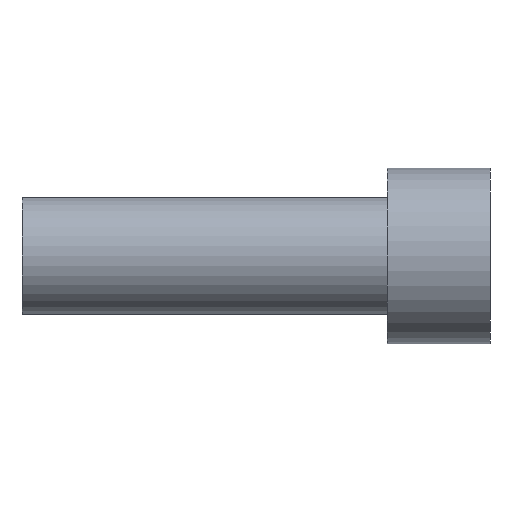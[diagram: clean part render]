
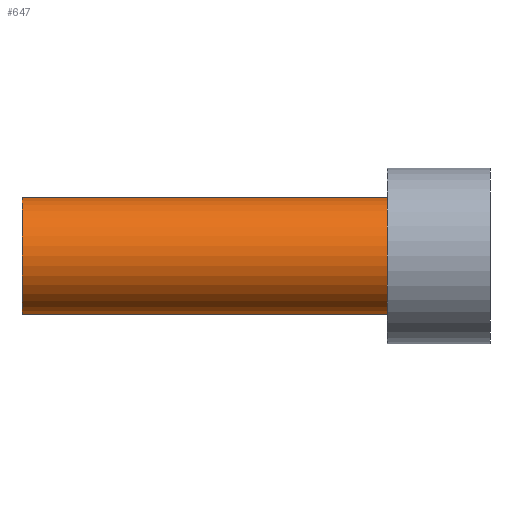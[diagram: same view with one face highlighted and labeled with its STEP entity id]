
A CAD part, left-side view. The second image highlights one B-rep face of the part: STEP entity #647.
In plain terms, the highlighted cylindrical face has radius 3.175 mm (diameter 6.35 mm), a partial arc.
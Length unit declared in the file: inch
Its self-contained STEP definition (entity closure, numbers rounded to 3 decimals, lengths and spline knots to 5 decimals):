
#10 = ORIENTED_EDGE ( 'NONE', *, *, #729, .F. ) ;
#82 = DIRECTION ( 'NONE',  ( 0., 1., 0. ) ) ;
#102 = CARTESIAN_POINT ( 'NONE',  ( 0., 1., 0. ) ) ;
#223 = DIRECTION ( 'NONE',  ( 0., 1., 0. ) ) ;
#230 = DIRECTION ( 'NONE',  ( 0., 1., 0. ) ) ;
#248 = DIRECTION ( 'NONE',  ( 0., 1., 0. ) ) ;
#257 = DIRECTION ( 'NONE',  ( 0., 0., 1. ) ) ;
#313 = VECTOR ( 'NONE', #248, 39.37008 ) ;
#340 = ORIENTED_EDGE ( 'NONE', *, *, #1594, .T. ) ;
#362 = FACE_OUTER_BOUND ( 'NONE', #1888, .T. ) ;
#382 = VECTOR ( 'NONE', #223, 39.37008 ) ;
#528 = DIRECTION ( 'NONE',  ( 0., 0., 1. ) ) ;
#622 = CIRCLE ( 'NONE', #657, 0.125 ) ;
#633 = CIRCLE ( 'NONE', #983, 0.125 ) ;
#647 = ADVANCED_FACE ( 'NONE', ( #362 ), #1542, .T. ) ;
#656 = ORIENTED_EDGE ( 'NONE', *, *, #1639, .T. ) ;
#657 = AXIS2_PLACEMENT_3D ( 'NONE', #102, #1166, #257 ) ;
#675 = EDGE_CURVE ( 'NONE', #1018, #1208, #1126, .T. ) ;
#676 = CARTESIAN_POINT ( 'NONE',  ( 0., 0.22, -0.125 ) ) ;
#690 = CARTESIAN_POINT ( 'NONE',  ( 0., 0.22, 0.125 ) ) ;
#729 = EDGE_CURVE ( 'NONE', #1208, #1108, #622, .T. ) ;
#830 = CARTESIAN_POINT ( 'NONE',  ( 0., 0.22, 0. ) ) ;
#962 = AXIS2_PLACEMENT_3D ( 'NONE', #830, #230, #528 ) ;
#983 = AXIS2_PLACEMENT_3D ( 'NONE', #989, #82, #1146 ) ;
#989 = CARTESIAN_POINT ( 'NONE',  ( 0., 0.22, 0. ) ) ;
#1018 = VERTEX_POINT ( 'NONE', #676 ) ;
#1087 = VERTEX_POINT ( 'NONE', #690 ) ;
#1108 = VERTEX_POINT ( 'NONE', #1471 ) ;
#1126 = LINE ( 'NONE', #1152, #313 ) ;
#1128 = CARTESIAN_POINT ( 'NONE',  ( 0., 0.22, 0.125 ) ) ;
#1146 = DIRECTION ( 'NONE',  ( 0., 0., 1. ) ) ;
#1152 = CARTESIAN_POINT ( 'NONE',  ( 0., 0.22, -0.125 ) ) ;
#1166 = DIRECTION ( 'NONE',  ( 0., 1., 0. ) ) ;
#1208 = VERTEX_POINT ( 'NONE', #1492 ) ;
#1402 = ORIENTED_EDGE ( 'NONE', *, *, #675, .F. ) ;
#1471 = CARTESIAN_POINT ( 'NONE',  ( 0., 1., 0.125 ) ) ;
#1492 = CARTESIAN_POINT ( 'NONE',  ( 0., 1., -0.125 ) ) ;
#1542 = CYLINDRICAL_SURFACE ( 'NONE', #962, 0.125 ) ;
#1555 = LINE ( 'NONE', #1128, #382 ) ;
#1594 = EDGE_CURVE ( 'NONE', #1087, #1108, #1555, .T. ) ;
#1639 = EDGE_CURVE ( 'NONE', #1018, #1087, #633, .T. ) ;
#1888 = EDGE_LOOP ( 'NONE', ( #1402, #656, #340, #10 ) ) ;
